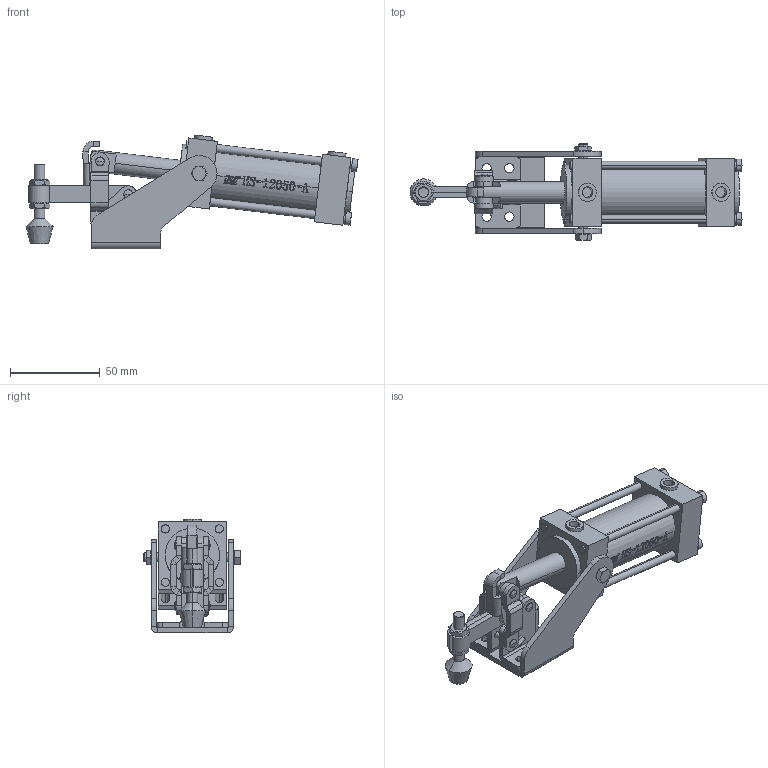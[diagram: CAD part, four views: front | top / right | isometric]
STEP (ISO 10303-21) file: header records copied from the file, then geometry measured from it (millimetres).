
FILE_DESCRIPTION (( 'STEP AP203' ), '1' );
FILE_NAME ('HS-12050-A 装配体.STEP', '2018-12-07T08:43:20', ( 'PCOS' ), ( '微软中国' ), 'SwSTEP 2.0', 'SolidWorks 2012', '' );
FILE_SCHEMA (( 'CONFIG_CONTROL_DESIGN' ));
Length unit declared in the file: millimetre
Products named in the file (15): hexagon head bolts-full thread gb_GB_FASTENER_BOLT_STBAB A M6X35-N; 蟀裝2; 活塞杆; 蚐詰; 揤輸; 埴陑揤參; 蟀裝; 楊擘菁釱; 傻种; 菁殤; HS-12050-A 蚾饜极; 酗种; hex thin nuts-grades ab-chamfered gb_GB_FASTENER_NUT_STNAB M5-N; hexagon head bolts-full thread gb_GB_FASTENER_BOLT_STBAB A M5X50-N; hex thin nuts-grades ab-chamfered gb_GB_FASTENER_NUT_STNAB M6-N
Assembly tree (19 placements, depth 2):
  HS-12050-A 蚾饜极
    菁殤
    傻种  x2
    楊擘菁釱
    蟀裝
    埴陑揤參  x2
    揤輸
    蚐詰
    活塞杆
    蟀裝2  x2
    hexagon head bolts-full thread gb_GB_FASTENER_BOLT_STBAB A M6X35-N
    hex thin nuts-grades ab-chamfered gb_GB_FASTENER_NUT_STNAB M6-N  x2
    hexagon head bolts-full thread gb_GB_FASTENER_BOLT_STBAB A M5X50-N
    hex thin nuts-grades ab-chamfered gb_GB_FASTENER_NUT_STNAB M5-N
    酗种  x2
Bounding box: 185.1 x 53.65 x 63.55 mm (x, y, z)
Volume: 137246.3 mm3; surface area: 52870.4 mm2
Topology: 19 solids, 19 shells, 911 faces, 2296 edges, 1476 vertices
Faces by surface type: plane 436, cylinder 267, bspline 142, cone 48, sphere 16, torus 2
Entity records: 32613 total; most frequent: CARTESIAN_POINT 11970, ORIENTED_EDGE 4160, DIRECTION 3517, EDGE_CURVE 2080, VERTEX_POINT 1344, AXIS2_PLACEMENT_3D 1206, LINE 1105, VECTOR 1105
